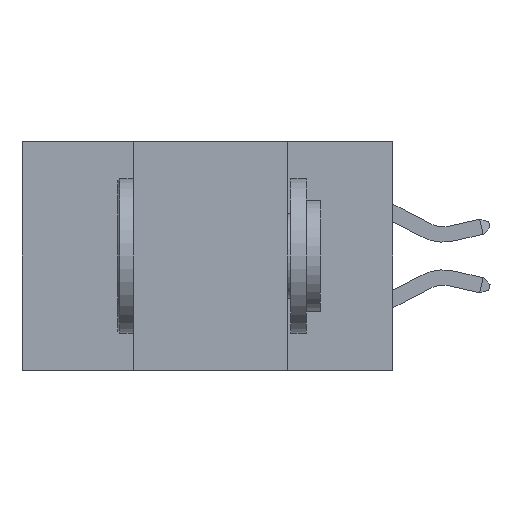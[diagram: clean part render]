
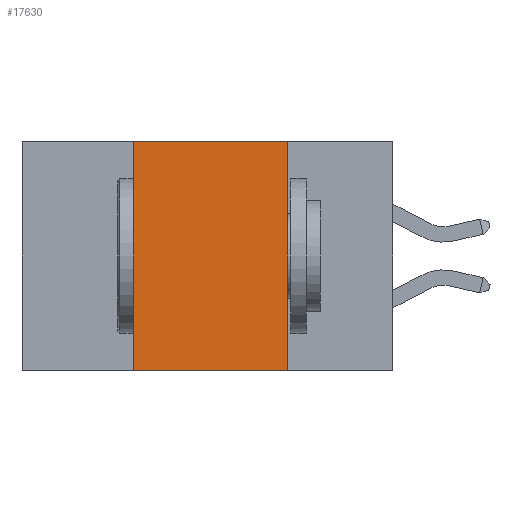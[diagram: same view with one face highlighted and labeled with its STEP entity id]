
A CAD part, left-side view. The second image highlights one B-rep face of the part: STEP entity #17630.
In plain terms, the highlighted planar face has unit normal (-1, 0, 0).
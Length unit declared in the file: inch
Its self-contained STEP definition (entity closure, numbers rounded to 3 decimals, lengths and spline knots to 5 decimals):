
#23 = EDGE_CURVE ( 'NONE', #1049, #35773, #41572, .T. ) ;
#257 = DIRECTION ( 'NONE',  ( 0., -1., 0. ) ) ;
#1049 = VERTEX_POINT ( 'NONE', #8445 ) ;
#3508 = CARTESIAN_POINT ( 'NONE',  ( 0., 0.6, 0. ) ) ;
#3792 = EDGE_CURVE ( 'NONE', #36037, #35773, #19051, .T. ) ;
#3885 = AXIS2_PLACEMENT_3D ( 'NONE', #22022, #39558, #29570 ) ;
#5136 = ORIENTED_EDGE ( 'NONE', *, *, #7782, .F. ) ;
#6046 = ORIENTED_EDGE ( 'NONE', *, *, #23, .F. ) ;
#7782 = EDGE_CURVE ( 'NONE', #36037, #30293, #28517, .T. ) ;
#8445 = CARTESIAN_POINT ( 'NONE',  ( 0., 0.17, 0. ) ) ;
#12474 = LINE ( 'NONE', #3508, #34727 ) ;
#16577 = CARTESIAN_POINT ( 'NONE',  ( 0., 0.42, -0.37 ) ) ;
#17287 = CARTESIAN_POINT ( 'NONE',  ( 0., 0.17, 0. ) ) ;
#17630 = ADVANCED_FACE ( 'NONE', ( #38019 ), #42214, .F. ) ;
#19051 = LINE ( 'NONE', #29384, #32793 ) ;
#19326 = DIRECTION ( 'NONE',  ( 0., -1., 0. ) ) ;
#19758 = DIRECTION ( 'NONE',  ( 0., 0., 1. ) ) ;
#22022 = CARTESIAN_POINT ( 'NONE',  ( 0., 0.6, 0. ) ) ;
#22606 = VECTOR ( 'NONE', #30884, 39.37008 ) ;
#24168 = CARTESIAN_POINT ( 'NONE',  ( 0., 0.42, 0. ) ) ;
#26720 = CARTESIAN_POINT ( 'NONE',  ( 0., 0.42, 0. ) ) ;
#26989 = EDGE_LOOP ( 'NONE', ( #6046, #38829, #5136, #29226 ) ) ;
#27457 = VECTOR ( 'NONE', #19758, 39.37008 ) ;
#28517 = LINE ( 'NONE', #26720, #27457 ) ;
#29226 = ORIENTED_EDGE ( 'NONE', *, *, #3792, .T. ) ;
#29384 = CARTESIAN_POINT ( 'NONE',  ( 0., 0.6, -0.37 ) ) ;
#29570 = DIRECTION ( 'NONE',  ( 0., 0., -1. ) ) ;
#30293 = VERTEX_POINT ( 'NONE', #24168 ) ;
#30884 = DIRECTION ( 'NONE',  ( 0., 0., -1. ) ) ;
#32793 = VECTOR ( 'NONE', #19326, 39.37008 ) ;
#34727 = VECTOR ( 'NONE', #257, 39.37008 ) ;
#35773 = VERTEX_POINT ( 'NONE', #41552 ) ;
#36037 = VERTEX_POINT ( 'NONE', #16577 ) ;
#38019 = FACE_OUTER_BOUND ( 'NONE', #26989, .T. ) ;
#38829 = ORIENTED_EDGE ( 'NONE', *, *, #42727, .F. ) ;
#39558 = DIRECTION ( 'NONE',  ( 1., 0., 0. ) ) ;
#41552 = CARTESIAN_POINT ( 'NONE',  ( 0., 0.17, -0.37 ) ) ;
#41572 = LINE ( 'NONE', #17287, #22606 ) ;
#42214 = PLANE ( 'NONE',  #3885 ) ;
#42727 = EDGE_CURVE ( 'NONE', #30293, #1049, #12474, .T. ) ;
